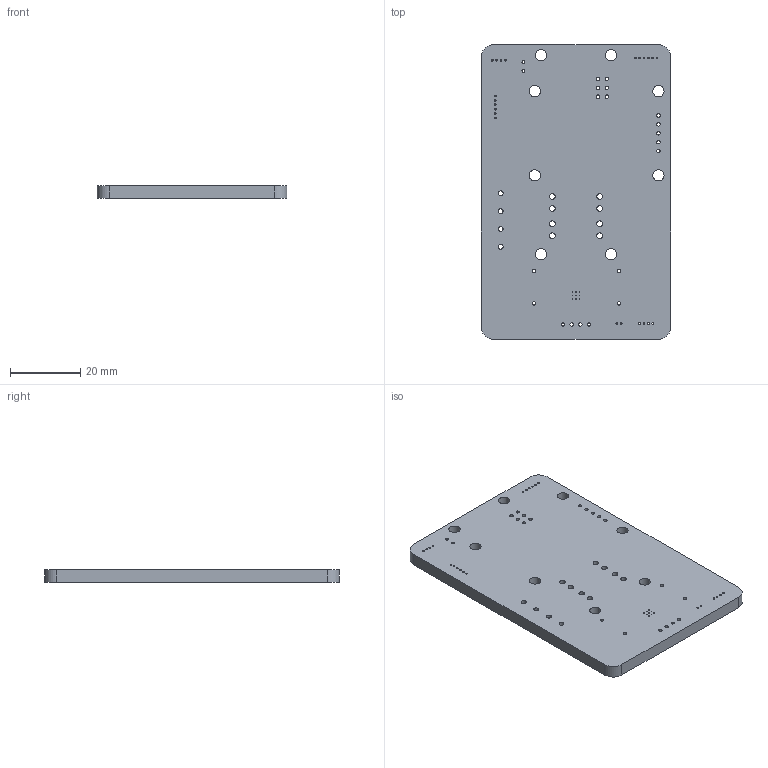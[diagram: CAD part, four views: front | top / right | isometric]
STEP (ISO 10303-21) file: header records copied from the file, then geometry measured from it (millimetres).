
FILE_DESCRIPTION(('KiCad electronic assembly'),'2;1');
FILE_NAME('StepperLockingSystem.step','2022-05-23T01:09:17',('Pcbnew'),( 'Kicad'),'Open CASCADE STEP processor 7.5','KiCad to STEP converter' ,'Unknown');
FILE_SCHEMA(('AUTOMOTIVE_DESIGN { 1 0 10303 214 1 1 1 1 }'));
Length unit declared in the file: millimetre
Products named in the file (2): StepperLockingSystem 1; _autosave-StepperLockingSystem PCB
Assembly tree (1 placements, depth 2):
  StepperLockingSystem 1
    _autosave-StepperLockingSystem PCB
Bounding box: 54 x 84 x 3.66 mm (x, y, z)
Volume: 16172.4 mm3; surface area: 10713.2 mm2
Topology: 1 solids, 1 shells, 82 faces, 240 edges, 160 vertices
Faces by surface type: cylinder 76, plane 6
Full cylindrical faces by diameter (mm): 0.2 x9, 0.5 x22, 0.8 x2, 0.95 x4, 1 x15, 1.4 x4, 1.6 x8, 3.2 x8
Entity records: 6727 total; most frequent: CARTESIAN_POINT 1876, DIRECTION 888, ORIENTED_EDGE 480, PCURVE 480, DEFINITIONAL_REPRESENTATION 480, LINE 416, VECTOR 416, EDGE_CURVE 240
